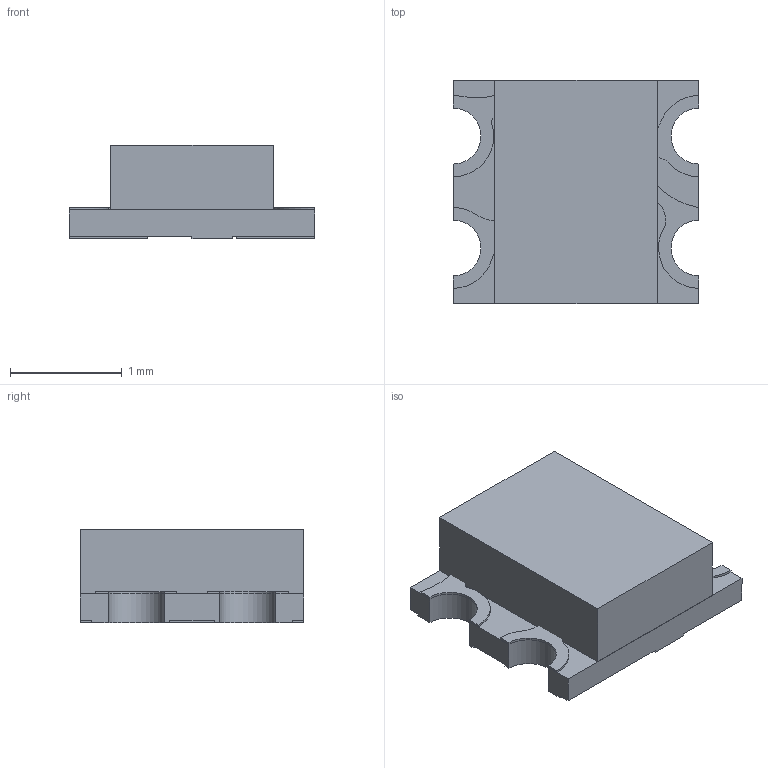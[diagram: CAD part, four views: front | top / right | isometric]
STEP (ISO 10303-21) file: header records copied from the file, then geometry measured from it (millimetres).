
FILE_DESCRIPTION (( 'STEP AP214' ), '1' );
FILE_NAME ('B1C0AE0A-0C0E-4EBF-B507-8D251F64C4A1.STEP', '2024-10-08T23:35:33', ( '' ), ( '' ), 'SwSTEP 2.0', 'SolidWorks 2022', '' );
FILE_SCHEMA (( 'AUTOMOTIVE_DESIGN' ));
Length unit declared in the file: millimetre
Products named in the file (1): B1C0AE0A-0C0E-4EBF-B507-8D251F64C4A1
Bounding box: 2.2 x 2 x 0.84 mm (x, y, z)
Volume: 2.7 mm3; surface area: 25.9 mm2
Topology: 10 solids, 10 shells, 127 faces, 321 edges, 214 vertices
Faces by surface type: plane 92, cylinder 27, bspline 8
Entity records: 5129 total; most frequent: CARTESIAN_POINT 767, ORIENTED_EDGE 642, DIRECTION 599, EDGE_CURVE 321, LINE 251, VECTOR 251, VERTEX_POINT 214, AXIS2_PLACEMENT_3D 174
